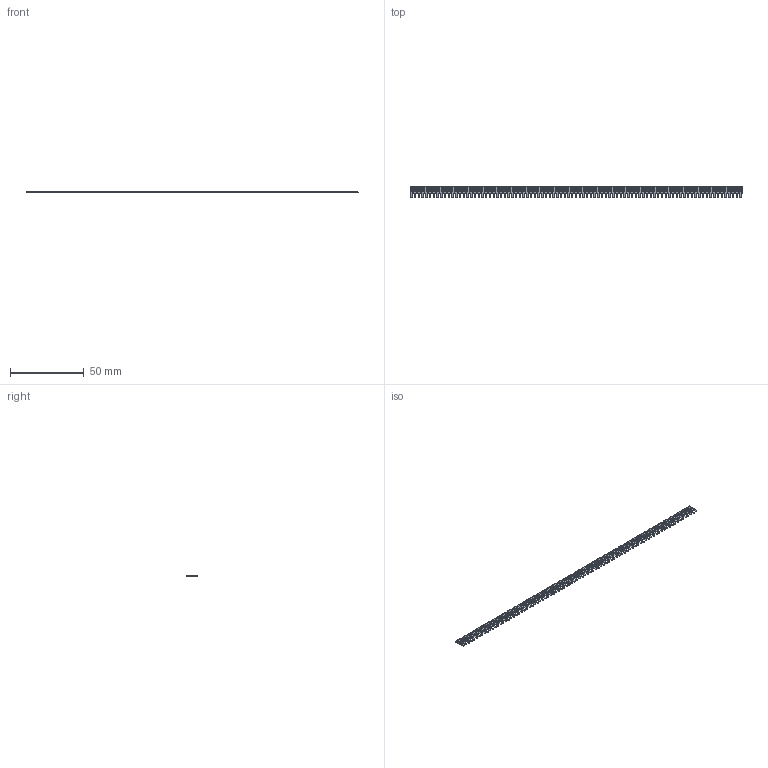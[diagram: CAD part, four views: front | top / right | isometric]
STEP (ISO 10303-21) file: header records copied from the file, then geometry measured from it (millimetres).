
FILE_DESCRIPTION (( 'STEP AP203' ), '1' );
FILE_NAME ('103-089-253-100.STEP', '2020-04-16T17:01:17', ( '' ), ( '' ), 'SwSTEP 2.0', 'SolidWorks 2016', '' );
FILE_SCHEMA (( 'CONFIG_CONTROL_DESIGN' ));
Length unit declared in the file: inch
Products named in the file (2): 103-089-253-100; 100-290-001_100-290-253
Assembly tree (89 placements, depth 2):
  103-089-253-100
    100-290-001_100-290-253  x89
Bounding box: 225.55 x 7.62 x 0.51 mm (x, y, z)
Volume: 491.1 mm3; surface area: 3062.2 mm2
Topology: 89 solids, 89 shells, 1780 faces, 4806 edges, 3204 vertices
Faces by surface type: plane 1691, cylinder 89
Entity records: 3636 total; most frequent: DIRECTION 280, CARTESIAN_POINT 202, DATE_AND_TIME 188, LOCAL_TIME 188, CALENDAR_DATE 188, COORDINATED_UNIVERSAL_TIME_OFFSET 188, AXIS2_PLACEMENT_3D 114, ORIENTED_EDGE 108
